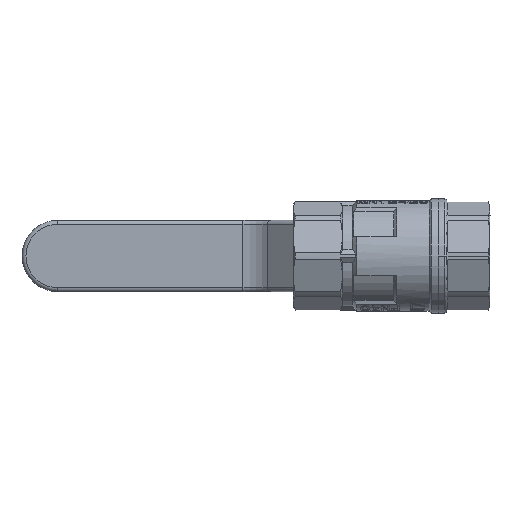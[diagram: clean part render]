
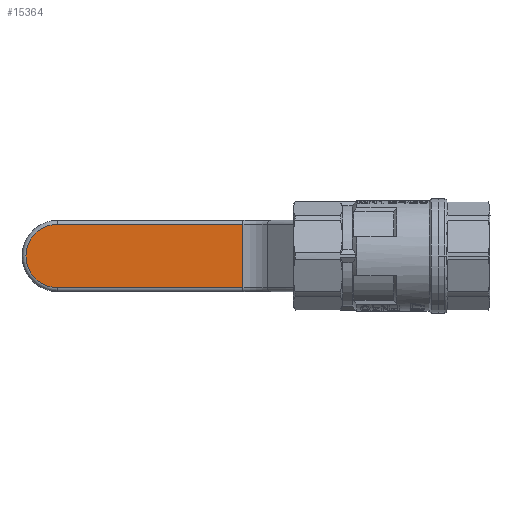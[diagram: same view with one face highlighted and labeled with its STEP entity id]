
A CAD part, front view. The second image highlights one B-rep face of the part: STEP entity #15364.
In plain terms, the highlighted planar face has unit normal (0, -1, 0).
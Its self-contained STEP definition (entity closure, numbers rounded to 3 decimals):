
#1036=CIRCLE('',#16761,8.05);
#1849=LINE('',#50411,#2668);
#1851=LINE('',#50423,#2670);
#1862=LINE('',#50452,#2681);
#2668=VECTOR('',#20159,1000.);
#2670=VECTOR('',#20173,1000.);
#2681=VECTOR('',#20204,1000.);
#3097=PLANE('',#16773);
#8255=ORIENTED_EDGE('',*,*,#10776,.T.);
#8256=ORIENTED_EDGE('',*,*,#10761,.T.);
#8257=ORIENTED_EDGE('',*,*,#10758,.T.);
#8258=ORIENTED_EDGE('',*,*,#10755,.T.);
#10755=EDGE_CURVE('',#12327,#12325,#1849,.T.);
#10758=EDGE_CURVE('',#12329,#12327,#1036,.T.);
#10761=EDGE_CURVE('',#12331,#12329,#1851,.T.);
#10776=EDGE_CURVE('',#12325,#12331,#1862,.T.);
#12325=VERTEX_POINT('',#50402);
#12327=VERTEX_POINT('',#50408);
#12329=VERTEX_POINT('',#50414);
#12331=VERTEX_POINT('',#50420);
#13492=EDGE_LOOP('',(#8255,#8256,#8257,#8258));
#14449=FACE_BOUND('',#13492,.T.);
#15364=ADVANCED_FACE('',(#14449),#3097,.F.);
#16761=AXIS2_PLACEMENT_3D('',#50417,#20166,#20167);
#16773=AXIS2_PLACEMENT_3D('',#50451,#20202,#20203);
#20159=DIRECTION('',(-1.,0.,0.));
#20166=DIRECTION('',(0.,-1.,0.));
#20167=DIRECTION('',(0.,0.,1.));
#20173=DIRECTION('',(1.,0.,0.));
#20202=DIRECTION('',(0.,1.,0.));
#20203=DIRECTION('',(0.,0.,1.));
#20204=DIRECTION('',(0.,0.,-1.));
#50402=CARTESIAN_POINT('',(37.828,10.7,8.05));
#50408=CARTESIAN_POINT('',(84.95,10.7,8.05));
#50411=CARTESIAN_POINT('',(37.828,10.7,8.05));
#50414=CARTESIAN_POINT('',(84.95,10.7,-8.05));
#50417=CARTESIAN_POINT('',(84.95,10.7,0.));
#50420=CARTESIAN_POINT('',(37.828,10.7,-8.05));
#50423=CARTESIAN_POINT('',(84.95,10.7,-8.05));
#50451=CARTESIAN_POINT('',(37.828,10.7,25.));
#50452=CARTESIAN_POINT('',(37.828,10.7,25.));
